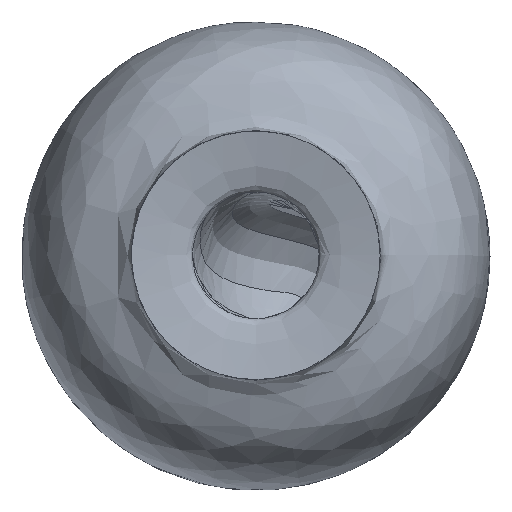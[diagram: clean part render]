
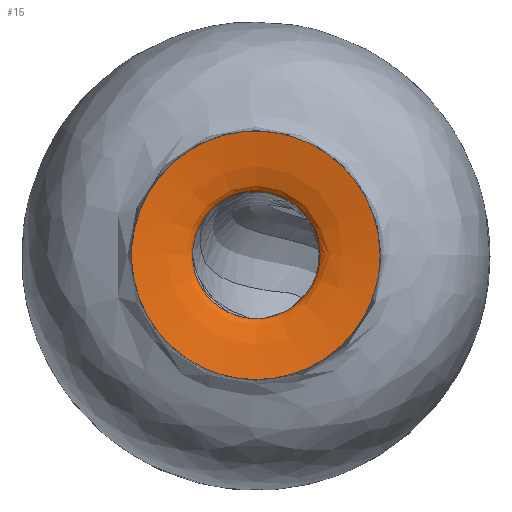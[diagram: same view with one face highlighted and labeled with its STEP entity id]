
A CAD part, top view. The second image highlights one B-rep face of the part: STEP entity #15.
In plain terms, the highlighted free-form (B-spline) face has degree [3, 2] with [4, 9] control points.
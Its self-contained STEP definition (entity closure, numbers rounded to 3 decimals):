
#15=ADVANCED_FACE('',(#32),#261,.T.);
#32=FACE_OUTER_BOUND('',#49,.T.);
#49=EDGE_LOOP('',(#70,#71,#72,#73,#74,#75,#76,#77,#78,#79,#80));
#70=ORIENTED_EDGE('',*,*,#153,.T.);
#71=ORIENTED_EDGE('',*,*,#154,.T.);
#72=ORIENTED_EDGE('',*,*,#153,.F.);
#73=ORIENTED_EDGE('',*,*,#155,.F.);
#74=ORIENTED_EDGE('',*,*,#174,.F.);
#75=ORIENTED_EDGE('',*,*,#171,.F.);
#76=ORIENTED_EDGE('',*,*,#168,.F.);
#77=ORIENTED_EDGE('',*,*,#165,.F.);
#78=ORIENTED_EDGE('',*,*,#161,.F.);
#79=ORIENTED_EDGE('',*,*,#158,.F.);
#80=ORIENTED_EDGE('',*,*,#179,.F.);
#153=EDGE_CURVE('',#235,#236,#199,.T.);
#154=EDGE_CURVE('',#236,#236,#200,.T.);
#155=EDGE_CURVE('',#252,#235,#201,.T.);
#158=EDGE_CURVE('',#240,#242,#203,.T.);
#161=EDGE_CURVE('',#242,#244,#206,.T.);
#165=EDGE_CURVE('',#244,#246,#210,.T.);
#168=EDGE_CURVE('',#246,#248,#213,.T.);
#171=EDGE_CURVE('',#248,#250,#216,.T.);
#174=EDGE_CURVE('',#250,#252,#219,.T.);
#179=EDGE_CURVE('',#235,#240,#224,.T.);
#199=(
BOUNDED_CURVE()
B_SPLINE_CURVE(3,(#4705,#4706,#4707,#4708),.UNSPECIFIED.,.F.,.F.)
B_SPLINE_CURVE_WITH_KNOTS((4,4),(0.,19.118),.UNSPECIFIED.)
CURVE()
GEOMETRIC_REPRESENTATION_ITEM()
RATIONAL_B_SPLINE_CURVE((1.,1.,1.,1.))
REPRESENTATION_ITEM('')
);
#200=(
BOUNDED_CURVE()
B_SPLINE_CURVE(2,(#4709,#4710,#4711,#4712,#4713,#4714,#4715,#4716,#4717),
 .UNSPECIFIED.,.T.,.F.)
B_SPLINE_CURVE_WITH_KNOTS((3,2,2,2,3),(0.,54.,108.,162.,216.),
 .UNSPECIFIED.)
CURVE()
GEOMETRIC_REPRESENTATION_ITEM()
RATIONAL_B_SPLINE_CURVE((1.,0.707,1.,0.707,1.,0.707,
1.,0.707,1.))
REPRESENTATION_ITEM('')
);
#201=(
BOUNDED_CURVE()
B_SPLINE_CURVE(2,(#4718,#4719,#4720),.UNSPECIFIED.,.F.,.F.)
B_SPLINE_CURVE_WITH_KNOTS((3,3),(193.415,216.),.UNSPECIFIED.)
CURVE()
GEOMETRIC_REPRESENTATION_ITEM()
RATIONAL_B_SPLINE_CURVE((1.,0.948,1.))
REPRESENTATION_ITEM('')
);
#203=(
BOUNDED_CURVE()
B_SPLINE_CURVE(2,(#5151,#5152,#5153),.UNSPECIFIED.,.F.,.F.)
B_SPLINE_CURVE_WITH_KNOTS((3,3),(-184.585,-162.),.UNSPECIFIED.)
CURVE()
GEOMETRIC_REPRESENTATION_ITEM()
RATIONAL_B_SPLINE_CURVE((1.,0.948,1.))
REPRESENTATION_ITEM('')
);
#206=(
BOUNDED_CURVE()
B_SPLINE_CURVE(2,(#5584,#5585,#5586),.UNSPECIFIED.,.F.,.F.)
B_SPLINE_CURVE_WITH_KNOTS((3,3),(-162.,-130.585),.UNSPECIFIED.)
CURVE()
GEOMETRIC_REPRESENTATION_ITEM()
RATIONAL_B_SPLINE_CURVE((1.,0.896,1.))
REPRESENTATION_ITEM('')
);
#210=(
BOUNDED_CURVE()
B_SPLINE_CURVE(2,(#6020,#6021,#6022),.UNSPECIFIED.,.F.,.F.)
B_SPLINE_CURVE_WITH_KNOTS((3,3),(-130.585,-108.),.UNSPECIFIED.)
CURVE()
GEOMETRIC_REPRESENTATION_ITEM()
RATIONAL_B_SPLINE_CURVE((1.,0.948,1.))
REPRESENTATION_ITEM('')
);
#213=(
BOUNDED_CURVE()
B_SPLINE_CURVE(2,(#6453,#6454,#6455),.UNSPECIFIED.,.F.,.F.)
B_SPLINE_CURVE_WITH_KNOTS((3,3),(-108.,-76.585),.UNSPECIFIED.)
CURVE()
GEOMETRIC_REPRESENTATION_ITEM()
RATIONAL_B_SPLINE_CURVE((1.,0.896,1.))
REPRESENTATION_ITEM('')
);
#216=(
BOUNDED_CURVE()
B_SPLINE_CURVE(2,(#6886,#6887,#6888),.UNSPECIFIED.,.F.,.F.)
B_SPLINE_CURVE_WITH_KNOTS((3,3),(-76.585,-54.),.UNSPECIFIED.)
CURVE()
GEOMETRIC_REPRESENTATION_ITEM()
RATIONAL_B_SPLINE_CURVE((1.,0.948,1.))
REPRESENTATION_ITEM('')
);
#219=(
BOUNDED_CURVE()
B_SPLINE_CURVE(2,(#7319,#7320,#7321),.UNSPECIFIED.,.F.,.F.)
B_SPLINE_CURVE_WITH_KNOTS((3,3),(-54.,-22.585),.UNSPECIFIED.)
CURVE()
GEOMETRIC_REPRESENTATION_ITEM()
RATIONAL_B_SPLINE_CURVE((1.,0.896,1.))
REPRESENTATION_ITEM('')
);
#224=(
BOUNDED_CURVE()
B_SPLINE_CURVE(2,(#8182,#8183,#8184),.UNSPECIFIED.,.F.,.F.)
B_SPLINE_CURVE_WITH_KNOTS((3,3),(0.,31.415),.UNSPECIFIED.)
CURVE()
GEOMETRIC_REPRESENTATION_ITEM()
RATIONAL_B_SPLINE_CURVE((1.,0.896,1.))
REPRESENTATION_ITEM('')
);
#235=VERTEX_POINT('',#4661);
#236=VERTEX_POINT('',#4662);
#240=VERTEX_POINT('',#4666);
#242=VERTEX_POINT('',#4668);
#244=VERTEX_POINT('',#4670);
#246=VERTEX_POINT('',#4672);
#248=VERTEX_POINT('',#4674);
#250=VERTEX_POINT('',#4676);
#252=VERTEX_POINT('',#4678);
#261=(
BOUNDED_SURFACE()
B_SPLINE_SURFACE(3,2,((#372,#373,#374,#375,#376,#377,#378,#379,#380),(#381,
#382,#383,#384,#385,#386,#387,#388,#389),(#390,#391,#392,#393,#394,#395,
#396,#397,#398),(#399,#400,#401,#402,#403,#404,#405,#406,#407)),
 .UNSPECIFIED.,.F.,.F.,.F.)
B_SPLINE_SURFACE_WITH_KNOTS((4,4),(3,2,2,2,3),(0.,19.118),(0.,
54.,108.,162.,216.),.UNSPECIFIED.)
GEOMETRIC_REPRESENTATION_ITEM()
RATIONAL_B_SPLINE_SURFACE(((1.,0.707,1.,0.707,1.,
0.707,1.,0.707,1.),(1.,0.707,1.,0.707,
1.,0.707,1.,0.707,1.),(1.,0.707,1.,
0.707,1.,0.707,1.,0.707,1.),(1.,0.707,
1.,0.707,1.,0.707,1.,0.707,1.)))
REPRESENTATION_ITEM('')
SURFACE()
);
#372=CARTESIAN_POINT('',(13.76,0.,128.797));
#373=CARTESIAN_POINT('',(13.76,13.76,128.797));
#374=CARTESIAN_POINT('',(0.,13.76,128.797));
#375=CARTESIAN_POINT('',(-13.76,13.76,128.797));
#376=CARTESIAN_POINT('',(-13.76,0.,128.797));
#377=CARTESIAN_POINT('',(-13.76,-13.76,128.797));
#378=CARTESIAN_POINT('',(0.,-13.76,128.797));
#379=CARTESIAN_POINT('',(13.76,-13.76,128.797));
#380=CARTESIAN_POINT('',(13.76,0.,128.797));
#381=CARTESIAN_POINT('',(14.036,0.,130.231));
#382=CARTESIAN_POINT('',(14.036,14.036,130.231));
#383=CARTESIAN_POINT('',(0.,14.036,130.231));
#384=CARTESIAN_POINT('',(-14.036,14.036,130.231));
#385=CARTESIAN_POINT('',(-14.036,0.,130.231));
#386=CARTESIAN_POINT('',(-14.036,-14.036,130.231));
#387=CARTESIAN_POINT('',(0.,-14.036,130.231));
#388=CARTESIAN_POINT('',(14.036,-14.036,130.231));
#389=CARTESIAN_POINT('',(14.036,0.,130.231));
#390=CARTESIAN_POINT('',(17.445,0.,131.226));
#391=CARTESIAN_POINT('',(17.445,17.445,131.226));
#392=CARTESIAN_POINT('',(0.,17.445,131.226));
#393=CARTESIAN_POINT('',(-17.445,17.445,131.226));
#394=CARTESIAN_POINT('',(-17.445,0.,131.226));
#395=CARTESIAN_POINT('',(-17.445,-17.445,131.226));
#396=CARTESIAN_POINT('',(0.,-17.445,131.226));
#397=CARTESIAN_POINT('',(17.445,-17.445,131.226));
#398=CARTESIAN_POINT('',(17.445,0.,131.226));
#399=CARTESIAN_POINT('',(27.,0.,132.66));
#400=CARTESIAN_POINT('',(27.,27.,132.66));
#401=CARTESIAN_POINT('',(0.,27.,132.66));
#402=CARTESIAN_POINT('',(-27.,27.,132.66));
#403=CARTESIAN_POINT('',(-27.,0.,132.66));
#404=CARTESIAN_POINT('',(-27.,-27.,132.66));
#405=CARTESIAN_POINT('',(0.,-27.,132.66));
#406=CARTESIAN_POINT('',(27.,-27.,132.66));
#407=CARTESIAN_POINT('',(27.,0.,132.66));
#4661=CARTESIAN_POINT('',(13.76,0.,128.797));
#4662=CARTESIAN_POINT('',(27.,0.,132.66));
#4666=CARTESIAN_POINT('',(8.329,10.953,128.797));
#4668=CARTESIAN_POINT('',(0.,13.76,128.797));
#4670=CARTESIAN_POINT('',(-10.953,8.329,128.797));
#4672=CARTESIAN_POINT('',(-13.76,0.,128.797));
#4674=CARTESIAN_POINT('',(-8.329,-10.953,128.797));
#4676=CARTESIAN_POINT('',(0.,-13.76,128.797));
#4678=CARTESIAN_POINT('',(10.953,-8.329,128.797));
#4705=CARTESIAN_POINT('',(13.76,0.,128.797));
#4706=CARTESIAN_POINT('',(14.036,0.,130.231));
#4707=CARTESIAN_POINT('',(17.445,0.,131.226));
#4708=CARTESIAN_POINT('',(27.,0.,132.66));
#4709=CARTESIAN_POINT('',(27.,0.,132.66));
#4710=CARTESIAN_POINT('',(27.,27.,132.66));
#4711=CARTESIAN_POINT('',(0.,27.,132.66));
#4712=CARTESIAN_POINT('',(-27.,27.,132.66));
#4713=CARTESIAN_POINT('',(-27.,0.,132.66));
#4714=CARTESIAN_POINT('',(-27.,-27.,132.66));
#4715=CARTESIAN_POINT('',(0.,-27.,132.66));
#4716=CARTESIAN_POINT('',(27.,-27.,132.66));
#4717=CARTESIAN_POINT('',(27.,0.,132.66));
#4718=CARTESIAN_POINT('',(10.953,-8.329,128.797));
#4719=CARTESIAN_POINT('',(13.76,-4.638,128.797));
#4720=CARTESIAN_POINT('',(13.76,0.,128.797));
#5151=CARTESIAN_POINT('',(8.329,10.953,128.797));
#5152=CARTESIAN_POINT('',(4.637,13.76,128.797));
#5153=CARTESIAN_POINT('',(0.,13.76,128.797));
#5584=CARTESIAN_POINT('',(0.,13.76,128.797));
#5585=CARTESIAN_POINT('',(-6.823,13.76,128.797));
#5586=CARTESIAN_POINT('',(-10.953,8.329,128.797));
#6020=CARTESIAN_POINT('',(-10.953,8.329,128.797));
#6021=CARTESIAN_POINT('',(-13.76,4.638,128.797));
#6022=CARTESIAN_POINT('',(-13.76,0.,128.797));
#6453=CARTESIAN_POINT('',(-13.76,0.,128.797));
#6454=CARTESIAN_POINT('',(-13.76,-6.823,128.797));
#6455=CARTESIAN_POINT('',(-8.329,-10.953,128.797));
#6886=CARTESIAN_POINT('',(-8.329,-10.953,128.797));
#6887=CARTESIAN_POINT('',(-4.638,-13.76,128.797));
#6888=CARTESIAN_POINT('',(0.,-13.76,128.797));
#7319=CARTESIAN_POINT('',(0.,-13.76,128.797));
#7320=CARTESIAN_POINT('',(6.823,-13.76,128.797));
#7321=CARTESIAN_POINT('',(10.953,-8.329,128.797));
#8182=CARTESIAN_POINT('',(13.76,0.,128.797));
#8183=CARTESIAN_POINT('',(13.76,6.823,128.797));
#8184=CARTESIAN_POINT('',(8.329,10.953,128.797));
